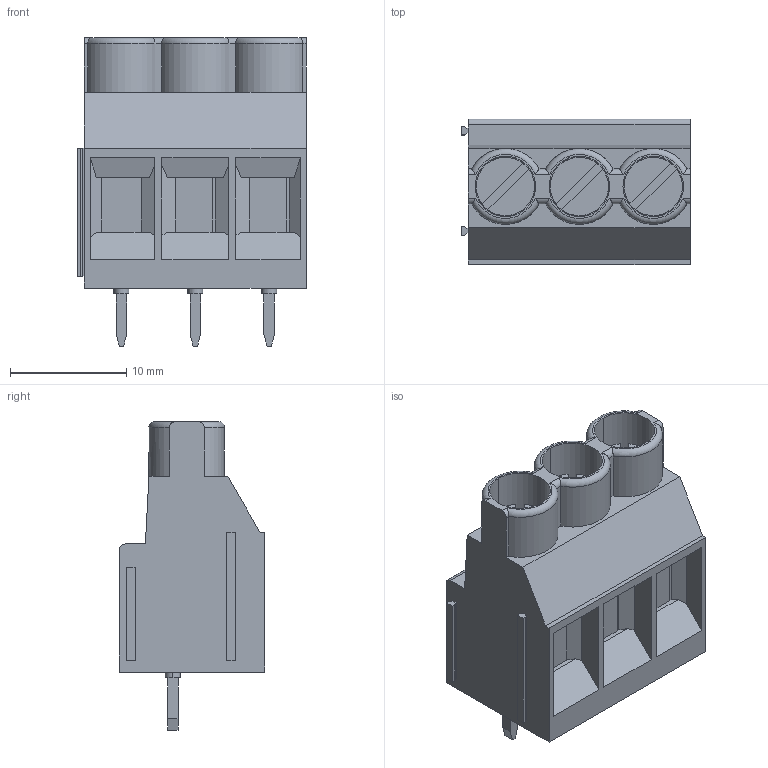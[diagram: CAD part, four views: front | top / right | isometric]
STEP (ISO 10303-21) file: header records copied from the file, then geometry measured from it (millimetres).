
FILE_DESCRIPTION((''),'2;1');
FILE_NAME('PHOENIX_1714968.stp','2011-10-26T09:28:55',(''),(''),'Mechanical Desktop 2011','Mechanical Desktop 2011',', , ');
FILE_SCHEMA(('AUTOMOTIVE_DESIGN { 1 2 10303 214 1 1 1 1 }'));
Length unit declared in the file: millimetre
Products named in the file (1): Product
Bounding box: 19.62 x 12.5 x 26.5 mm (x, y, z)
Volume: 3519.6 mm3; surface area: 2499.7 mm2
Topology: 13 solids, 13 shells, 241 faces, 604 edges, 409 vertices
Faces by surface type: plane 183, cylinder 52, torus 6
Entity records: 7463 total; most frequent: CARTESIAN_POINT 1547, DIRECTION 1193, ORIENTED_EDGE 1192, EDGE_CURVE 596, VECTOR 475, LINE 475, VERTEX_POINT 393, AXIS2_PLACEMENT_3D 359
